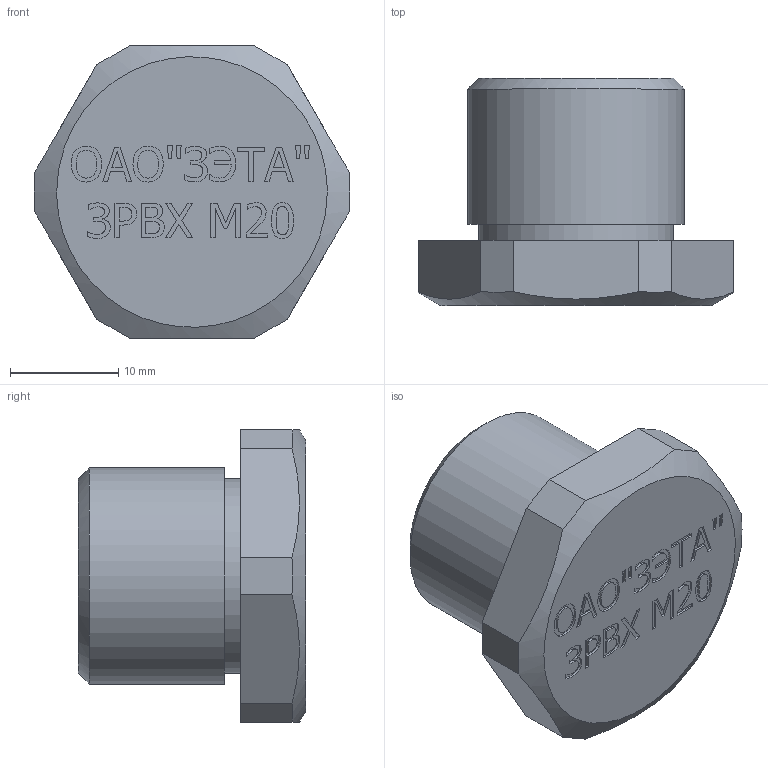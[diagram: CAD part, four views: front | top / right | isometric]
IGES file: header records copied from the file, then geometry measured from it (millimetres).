
Global section: file name: ZRV М20,; native system: Autodesk Inventor 2015; preprocessor: unknown; author: Борисов Е.В.,,11,0,; ; date: 20161002.111740; units: millimetre
Bounding box: 29.18 x 21 x 27 mm (x, y, z)
Volume: 6208 mm3; surface area: 3418.4 mm2
Topology: 1 solids, 1 shells, 287 faces, 775 edges, 519 vertices
Faces by surface type: bspline 287
